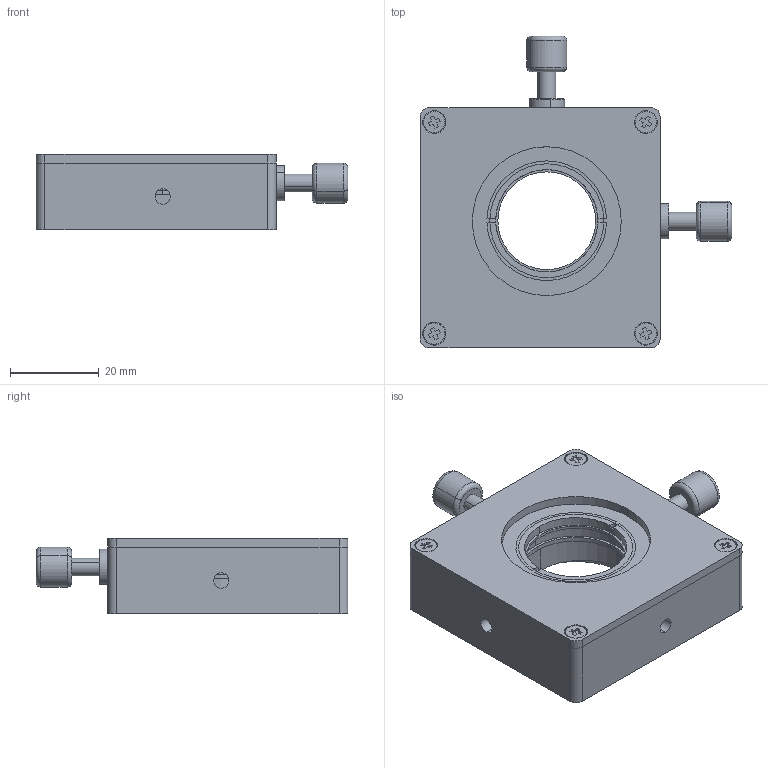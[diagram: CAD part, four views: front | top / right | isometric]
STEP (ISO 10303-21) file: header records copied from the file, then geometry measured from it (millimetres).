
FILE_DESCRIPTION (( 'STEP AP214' ), '1' );
FILE_NAME ('04MOM-1-XY.STEP', '2018-01-22T07:36:39', ( '' ), ( '' ), 'SwSTEP 2.0', 'SolidWorks 2016', '' );
FILE_SCHEMA (( 'AUTOMOTIVE_DESIGN' ));
Length unit declared in the file: millimetre
Products named in the file (1): 04MOM-1-XY
Bounding box: 70.16 x 70.16 x 17 mm (x, y, z)
Surface area: 14489.2 mm2 (no closed solid volume)
Topology: 0 solids, 14 shells, 166 faces, 446 edges, 302 vertices
Faces by surface type: plane 88, cylinder 54, torus 16, cone 8
Entity records: 7050 total; most frequent: DIRECTION 950, CARTESIAN_POINT 915, ORIENTED_EDGE 800, EDGE_CURVE 446, AXIS2_PLACEMENT_3D 337, VERTEX_POINT 302, LINE 276, VECTOR 276
